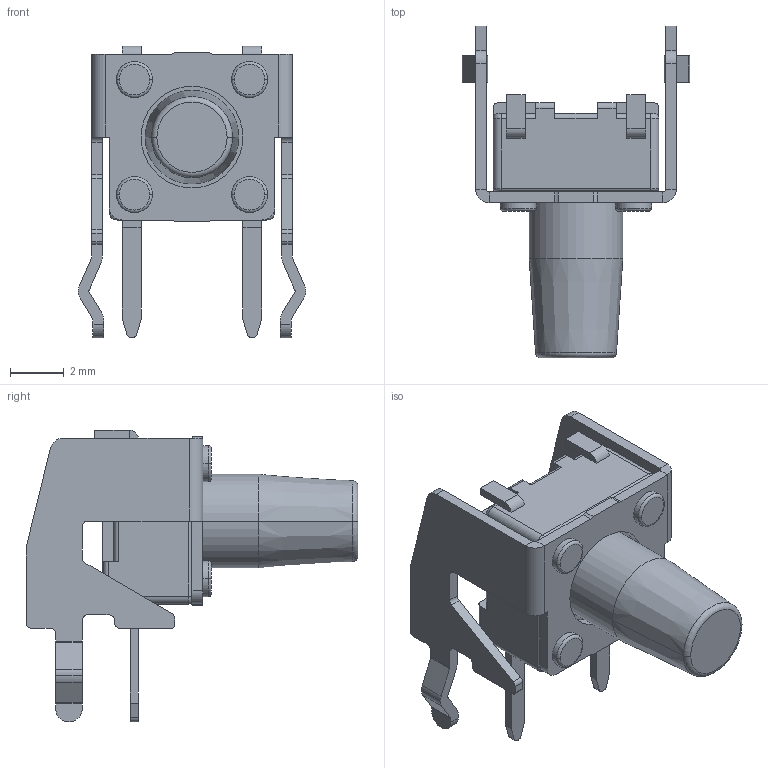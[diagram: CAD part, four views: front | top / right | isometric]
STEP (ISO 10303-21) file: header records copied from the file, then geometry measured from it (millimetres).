
FILE_DESCRIPTION (( 'STEP AP214' ), '1' );
FILE_NAME ('SKHHLQ.STEP', '2012-09-28T06:41:30', ( ' ' ), ( '' ), 'SwSTEP 2.0', 'SolidWorks 2010', '' );
FILE_SCHEMA (( 'AUTOMOTIVE_DESIGN' ));
Length unit declared in the file: millimetre
Products named in the file (1): SKHHLQ
Bounding box: 8.5 x 12.4 x 10.9 mm (x, y, z)
Volume: 191.7 mm3; surface area: 561.1 mm2
Topology: 1 solids, 1 shells, 347 faces, 918 edges, 590 vertices
Faces by surface type: plane 181, cylinder 136, torus 20, cone 6, sphere 4
Entity records: 14655 total; most frequent: CARTESIAN_POINT 1940, DIRECTION 1918, ORIENTED_EDGE 1836, EDGE_CURVE 918, AXIS2_PLACEMENT_3D 672, VERTEX_POINT 590, LINE 574, VECTOR 574
